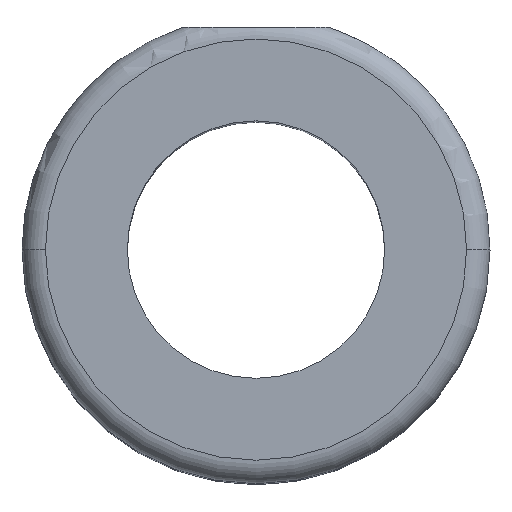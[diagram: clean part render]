
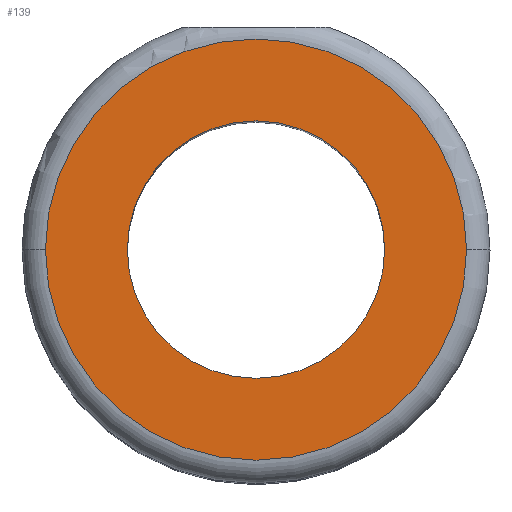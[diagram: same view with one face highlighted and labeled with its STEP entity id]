
A CAD part, top view. The second image highlights one B-rep face of the part: STEP entity #139.
In plain terms, the highlighted planar face has unit normal (0, 0, 1).
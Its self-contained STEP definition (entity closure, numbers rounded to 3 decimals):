
#39 = ORIENTED_EDGE ( 'NONE', *, *, #52, .T. ) ;
#52 = EDGE_CURVE ( 'NONE', #558, #370, #537, .T. ) ;
#76 = CARTESIAN_POINT ( 'NONE',  ( -2.7, 0., 5. ) ) ;
#77 = AXIS2_PLACEMENT_3D ( 'NONE', #880, #338, #969 ) ;
#78 = VERTEX_POINT ( 'NONE', #981 ) ;
#100 = VERTEX_POINT ( 'NONE', #295 ) ;
#139 = ADVANCED_FACE ( 'NONE', ( #571, #785 ), #580, .T. ) ;
#180 = CIRCLE ( 'NONE', #700, 2.7 ) ;
#230 = CARTESIAN_POINT ( 'NONE',  ( 0., 0., 5. ) ) ;
#295 = CARTESIAN_POINT ( 'NONE',  ( 1.65, 0., 5. ) ) ;
#309 = DIRECTION ( 'NONE',  ( 0., 0., 1. ) ) ;
#332 = DIRECTION ( 'NONE',  ( 1., 0., 0. ) ) ;
#338 = DIRECTION ( 'NONE',  ( 0., 0., 1. ) ) ;
#352 = CIRCLE ( 'NONE', #850, 1.65 ) ;
#359 = EDGE_CURVE ( 'NONE', #370, #558, #180, .T. ) ;
#370 = VERTEX_POINT ( 'NONE', #444 ) ;
#374 = CIRCLE ( 'NONE', #1051, 1.65 ) ;
#444 = CARTESIAN_POINT ( 'NONE',  ( 2.7, 0., 5. ) ) ;
#452 = DIRECTION ( 'NONE',  ( 0., 0., 1. ) ) ;
#464 = DIRECTION ( 'NONE',  ( 0., 0., 1. ) ) ;
#499 = EDGE_CURVE ( 'NONE', #78, #100, #352, .T. ) ;
#537 = CIRCLE ( 'NONE', #77, 2.7 ) ;
#558 = VERTEX_POINT ( 'NONE', #76 ) ;
#571 = FACE_BOUND ( 'NONE', #841, .T. ) ;
#580 = PLANE ( 'NONE',  #624 ) ;
#624 = AXIS2_PLACEMENT_3D ( 'NONE', #757, #309, #942 ) ;
#658 = ORIENTED_EDGE ( 'NONE', *, *, #1131, .F. ) ;
#666 = ORIENTED_EDGE ( 'NONE', *, *, #359, .T. ) ;
#700 = AXIS2_PLACEMENT_3D ( 'NONE', #230, #873, #332 ) ;
#757 = CARTESIAN_POINT ( 'NONE',  ( 0., 0., 5. ) ) ;
#785 = FACE_OUTER_BOUND ( 'NONE', #988, .T. ) ;
#841 = EDGE_LOOP ( 'NONE', ( #658, #978 ) ) ;
#850 = AXIS2_PLACEMENT_3D ( 'NONE', #1008, #464, #1103 ) ;
#873 = DIRECTION ( 'NONE',  ( 0., 0., 1. ) ) ;
#880 = CARTESIAN_POINT ( 'NONE',  ( 0., 0., 5. ) ) ;
#942 = DIRECTION ( 'NONE',  ( 1., 0., 0. ) ) ;
#969 = DIRECTION ( 'NONE',  ( 1., 0., 0. ) ) ;
#978 = ORIENTED_EDGE ( 'NONE', *, *, #499, .F. ) ;
#981 = CARTESIAN_POINT ( 'NONE',  ( -1.65, 0., 5. ) ) ;
#988 = EDGE_LOOP ( 'NONE', ( #666, #39 ) ) ;
#991 = CARTESIAN_POINT ( 'NONE',  ( 0., 0., 5. ) ) ;
#1008 = CARTESIAN_POINT ( 'NONE',  ( 0., 0., 5. ) ) ;
#1051 = AXIS2_PLACEMENT_3D ( 'NONE', #991, #452, #1089 ) ;
#1089 = DIRECTION ( 'NONE',  ( 1., 0., 0. ) ) ;
#1103 = DIRECTION ( 'NONE',  ( 1., 0., 0. ) ) ;
#1131 = EDGE_CURVE ( 'NONE', #100, #78, #374, .T. ) ;
